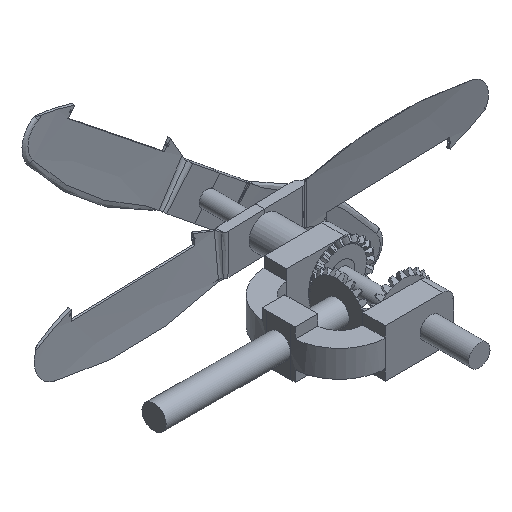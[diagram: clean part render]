
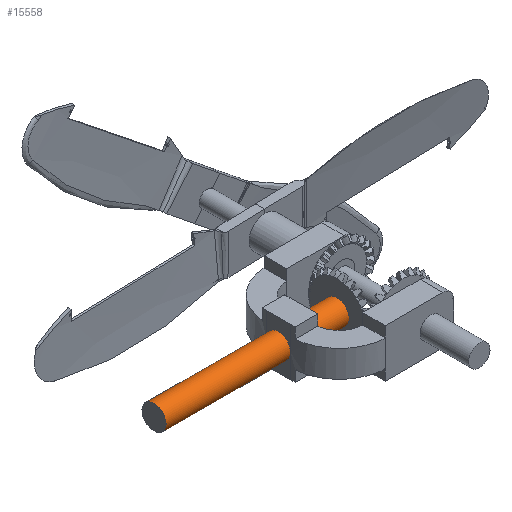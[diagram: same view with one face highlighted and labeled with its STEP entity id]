
A CAD part, isometric view. The second image highlights one B-rep face of the part: STEP entity #15558.
In plain terms, the highlighted free-form (B-spline) face has degree [2, 1] with [9, 2] control points.
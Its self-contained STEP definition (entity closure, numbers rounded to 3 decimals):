
#15558 = ADVANCED_FACE('',(#15559),#15591,.T.);
#15559 = FACE_BOUND('',#15560,.T.);
#15560 = EDGE_LOOP('',(#15561,#15573,#15580,#15590));
#15561 = ORIENTED_EDGE('',*,*,#15562,.F.);
#15562 = EDGE_CURVE('',#15563,#15563,#15565,.T.);
#15563 = VERTEX_POINT('',#15564);
#15564 = CARTESIAN_POINT('',(-972.571,684.01,
    -49.572));
#15565 = ( BOUNDED_CURVE() B_SPLINE_CURVE(2,(#15566,#15567,#15568,#15569
    ,#15570,#15571,#15572),.UNSPECIFIED.,.T.,.F.) 
B_SPLINE_CURVE_WITH_KNOTS((3,2,2,3),(4.712,6.807,
8.901,10.996),.PIECEWISE_BEZIER_KNOTS.) CURVE() 
GEOMETRIC_REPRESENTATION_ITEM() RATIONAL_B_SPLINE_CURVE((1.,0.5,1.,0.5,
1.,0.5,1.)) REPRESENTATION_ITEM('') );
#15566 = CARTESIAN_POINT('',(-972.571,684.01,
    -49.572));
#15567 = CARTESIAN_POINT('',(-972.571,598.149,
    -87.295));
#15568 = CARTESIAN_POINT('',(-972.571,608.41,
    5.924));
#15569 = CARTESIAN_POINT('',(-972.571,618.671,
    99.144));
#15570 = CARTESIAN_POINT('',(-972.571,694.271,
    43.648));
#15571 = CARTESIAN_POINT('',(-972.571,769.871,
    -11.848));
#15572 = CARTESIAN_POINT('',(-972.571,684.01,
    -49.572));
#15573 = ORIENTED_EDGE('',*,*,#15574,.T.);
#15574 = EDGE_CURVE('',#15563,#15575,#15577,.T.);
#15575 = VERTEX_POINT('',#15576);
#15576 = CARTESIAN_POINT('',(-130.309,684.01,
    -49.572));
#15577 = B_SPLINE_CURVE_WITH_KNOTS('',1,(#15578,#15579),.UNSPECIFIED.,
  .F.,.F.,(2,2),(-350.,350.),.PIECEWISE_BEZIER_KNOTS.);
#15578 = CARTESIAN_POINT('',(-972.571,684.01,
    -49.572));
#15579 = CARTESIAN_POINT('',(-130.309,684.01,
    -49.572));
#15580 = ORIENTED_EDGE('',*,*,#15581,.T.);
#15581 = EDGE_CURVE('',#15575,#15575,#15582,.T.);
#15582 = ( BOUNDED_CURVE() B_SPLINE_CURVE(2,(#15583,#15584,#15585,#15586
    ,#15587,#15588,#15589),.UNSPECIFIED.,.T.,.F.) 
B_SPLINE_CURVE_WITH_KNOTS((3,2,2,3),(4.712,6.807,
8.901,10.996),.PIECEWISE_BEZIER_KNOTS.) CURVE() 
GEOMETRIC_REPRESENTATION_ITEM() RATIONAL_B_SPLINE_CURVE((1.,0.5,1.,0.5,
1.,0.5,1.)) REPRESENTATION_ITEM('') );
#15583 = CARTESIAN_POINT('',(-130.309,684.01,
    -49.572));
#15584 = CARTESIAN_POINT('',(-130.309,598.149,
    -87.295));
#15585 = CARTESIAN_POINT('',(-130.309,608.41,
    5.924));
#15586 = CARTESIAN_POINT('',(-130.309,618.671,
    99.144));
#15587 = CARTESIAN_POINT('',(-130.309,694.271,
    43.648));
#15588 = CARTESIAN_POINT('',(-130.309,769.871,
    -11.848));
#15589 = CARTESIAN_POINT('',(-130.309,684.01,
    -49.572));
#15590 = ORIENTED_EDGE('',*,*,#15574,.F.);
#15591 = ( BOUNDED_SURFACE() B_SPLINE_SURFACE(2,1,(
    (#15592,#15593)
    ,(#15594,#15595)
    ,(#15596,#15597)
    ,(#15598,#15599)
    ,(#15600,#15601)
    ,(#15602,#15603)
    ,(#15604,#15605)
    ,(#15606,#15607)
    ,(#15608,#15609
)),.UNSPECIFIED.,.T.,.F.,.F.) B_SPLINE_SURFACE_WITH_KNOTS((3,2,2,2,3),(2
    ,2),(-3.142,-2.094,0.,2.094,3.142)
,(-350.,350.),.UNSPECIFIED.) GEOMETRIC_REPRESENTATION_ITEM() 
RATIONAL_B_SPLINE_SURFACE((
    (0.75,0.75)
    ,(0.75,0.75)
    ,(1.,1.)
    ,(0.5,0.5)
    ,(1.,1.)
    ,(0.5,0.5)
    ,(1.,1.)
    ,(0.75,0.75)
,(0.75,0.75))) REPRESENTATION_ITEM('') SURFACE() );
#15592 = CARTESIAN_POINT('',(-130.309,684.01,
    -49.572));
#15593 = CARTESIAN_POINT('',(-972.571,684.01,
    -49.572));
#15594 = CARTESIAN_POINT('',(-130.309,655.39,
    -62.146));
#15595 = CARTESIAN_POINT('',(-972.571,655.39,
    -62.146));
#15596 = CARTESIAN_POINT('',(-130.309,630.19,
    -43.648));
#15597 = CARTESIAN_POINT('',(-972.571,630.19,
    -43.648));
#15598 = CARTESIAN_POINT('',(-130.309,554.59,
    11.848));
#15599 = CARTESIAN_POINT('',(-972.571,554.59,
    11.848));
#15600 = CARTESIAN_POINT('',(-130.309,640.451,
    49.572));
#15601 = CARTESIAN_POINT('',(-972.571,640.451,
    49.572));
#15602 = CARTESIAN_POINT('',(-130.309,726.312,
    87.295));
#15603 = CARTESIAN_POINT('',(-972.571,726.312,
    87.295));
#15604 = CARTESIAN_POINT('',(-130.309,716.051,
    -5.924));
#15605 = CARTESIAN_POINT('',(-972.571,716.051,
    -5.924));
#15606 = CARTESIAN_POINT('',(-130.309,712.631,
    -36.997));
#15607 = CARTESIAN_POINT('',(-972.571,712.631,
    -36.997));
#15608 = CARTESIAN_POINT('',(-130.309,684.01,
    -49.572));
#15609 = CARTESIAN_POINT('',(-972.571,684.01,
    -49.572));
